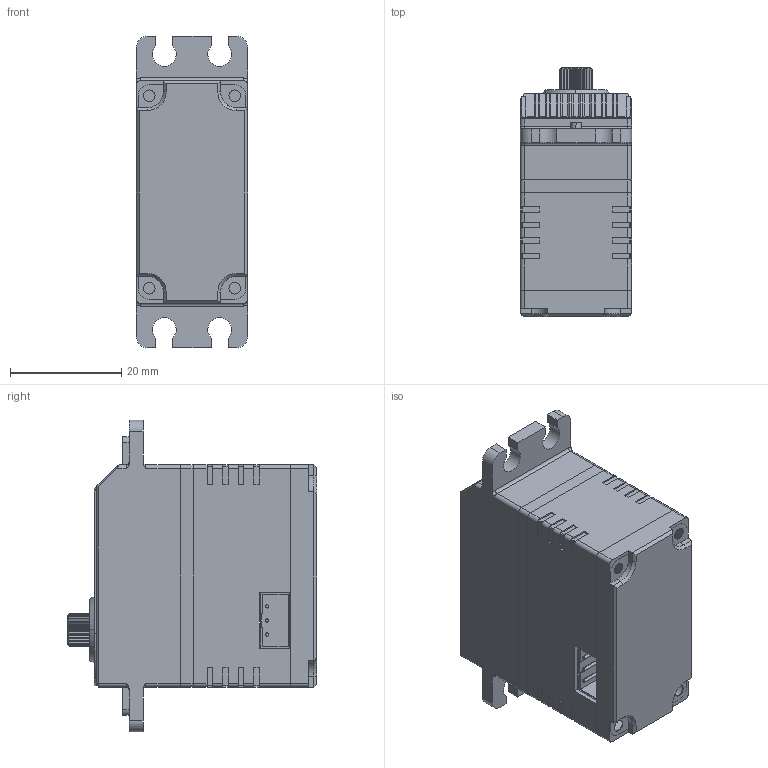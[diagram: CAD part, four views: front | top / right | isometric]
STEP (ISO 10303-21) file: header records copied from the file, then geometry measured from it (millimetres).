
FILE_DESCRIPTION (( 'STEP AP203' ), '1' );
FILE_NAME ('华馨京 25-50kg单轴舵机 3D.STEP', '2024-07-03T08:57:10', ( 'Windows 用户' ), ( '' ), 'SwSTEP 2.0', 'SolidWorks 2021', '' );
FILE_SCHEMA (( 'CONFIG_CONTROL_DESIGN' ));
Length unit declared in the file: millimetre
Products named in the file (7): 奻裔ㄗ等粣ㄘ.step; 狟裔ㄗ等粣ㄘ.step; 3pin諉諳.step; 笢僇-蟯伎; 怀堤喘.step; 笢裔郪璃; 貌黹儔 25-50kg等粣嗆儂 3D
Assembly tree (7 placements, depth 2):
  貌黹儔 25-50kg等粣嗆儂 3D
    奻裔ㄗ等粣ㄘ.step
    狟裔ㄗ等粣ㄘ.step
    怀堤喘.step
    笢僇-蟯伎
    笢裔郪璃
    3pin諉諳.step  x2
Bounding box: 20 x 44.8 x 56 mm (x, y, z)
Volume: 17837 mm3; surface area: 14272.7 mm2
Topology: 13 solids, 13 shells, 592 faces, 1638 edges, 1078 vertices
Faces by surface type: plane 359, cylinder 185, cone 37, torus 9, bspline 2
Entity records: 19606 total; most frequent: CARTESIAN_POINT 4208, ORIENTED_EDGE 3172, DIRECTION 2951, EDGE_CURVE 1586, LINE 1045, VECTOR 1045, VERTEX_POINT 1044, AXIS2_PLACEMENT_3D 953
